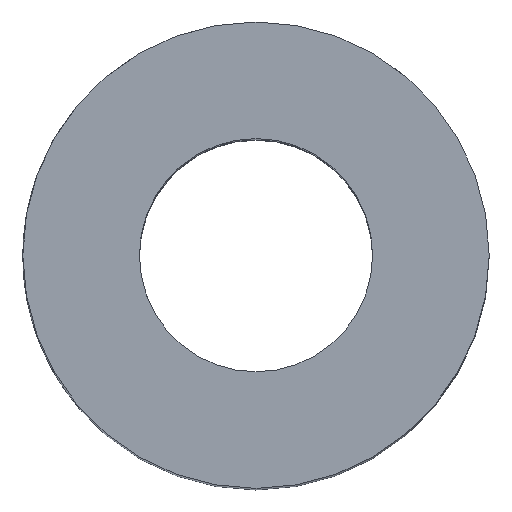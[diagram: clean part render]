
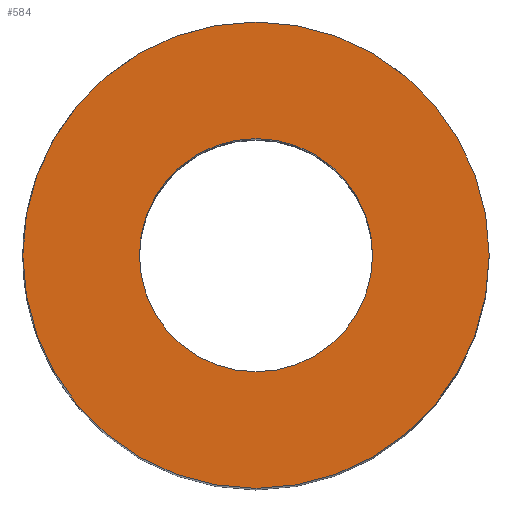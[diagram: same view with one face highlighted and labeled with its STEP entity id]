
A CAD part, top view. The second image highlights one B-rep face of the part: STEP entity #584.
In plain terms, the highlighted planar face has unit normal (0, 0, 1).
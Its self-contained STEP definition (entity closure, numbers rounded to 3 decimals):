
#290=CARTESIAN_POINT('',(0.,0.,3.));
#291=DIRECTION('',(0.,0.,1.));
#292=DIRECTION('',(1.,0.,0.));
#293=AXIS2_PLACEMENT_3D('',#290,#291,#292);
#295=CARTESIAN_POINT('',(0.,0.,3.));
#296=DIRECTION('',(0.,0.,1.));
#297=DIRECTION('',(-1.,0.,0.));
#298=AXIS2_PLACEMENT_3D('',#295,#296,#297);
#300=CARTESIAN_POINT('',(0.,0.,3.));
#301=DIRECTION('',(0.,0.,-1.));
#302=DIRECTION('',(1.,0.,0.));
#303=AXIS2_PLACEMENT_3D('',#300,#301,#302);
#305=CARTESIAN_POINT('',(0.,0.,3.));
#306=DIRECTION('',(0.,0.,-1.));
#307=DIRECTION('',(-1.,0.,0.));
#308=AXIS2_PLACEMENT_3D('',#305,#306,#307);
#381=CARTESIAN_POINT('',(1.5,0.,3.));
#382=CARTESIAN_POINT('',(-1.5,0.,3.));
#383=VERTEX_POINT('',#381);
#384=VERTEX_POINT('',#382);
#391=CARTESIAN_POINT('',(0.75,0.,3.));
#392=CARTESIAN_POINT('',(-0.75,0.,3.));
#393=VERTEX_POINT('',#391);
#394=VERTEX_POINT('',#392);
#570=CARTESIAN_POINT('',(0.,0.,3.));
#571=DIRECTION('',(0.,0.,1.));
#572=DIRECTION('',(1.,0.,0.));
#573=AXIS2_PLACEMENT_3D('',#570,#571,#572);
#574=PLANE('',#573);
#575=ORIENTED_EDGE('',*,*,#427,.F.);
#576=ORIENTED_EDGE('',*,*,#562,.F.);
#577=EDGE_LOOP('',(#575,#576));
#578=FACE_OUTER_BOUND('',#577,.F.);
#580=ORIENTED_EDGE('',*,*,#579,.F.);
#581=ORIENTED_EDGE('',*,*,#498,.F.);
#582=EDGE_LOOP('',(#580,#581));
#583=FACE_BOUND('',#582,.F.);
#584=ADVANCED_FACE('',(#578,#583),#574,.T.);
#294=CIRCLE('',#293,1.5);
#299=CIRCLE('',#298,1.5);
#304=CIRCLE('',#303,0.75);
#309=CIRCLE('',#308,0.75);
#427=EDGE_CURVE('',#383,#384,#294,.T.);
#498=EDGE_CURVE('',#394,#393,#309,.T.);
#562=EDGE_CURVE('',#384,#383,#299,.T.);
#579=EDGE_CURVE('',#393,#394,#304,.T.);
